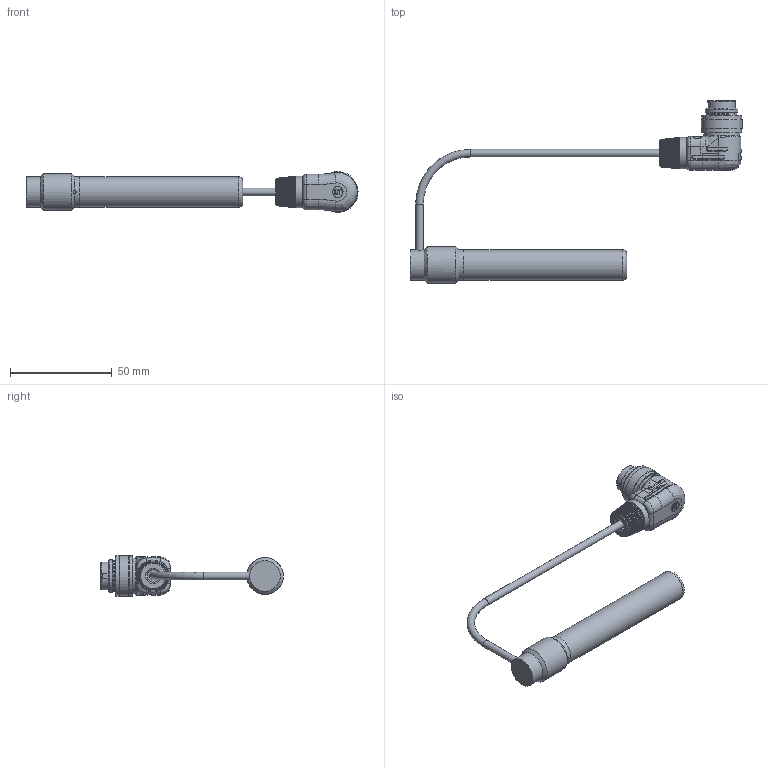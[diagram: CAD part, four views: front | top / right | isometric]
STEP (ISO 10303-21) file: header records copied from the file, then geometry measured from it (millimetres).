
FILE_DESCRIPTION(/* description */ (''),/* implementation_level */ '2;1');
FILE_NAME(/* name */ '110 57_C2Q-6-10L6W.stp',/* time_stamp */ '2020-12-07T15:54:28+01:00',/* author */ ('kuttig'),/* organization */ (''),/* preprocessor_version */ 'ST-DEVELOPER v16.13',/* originating_system */ 'Autodesk Inventor 2018',/* authorisation */ '');
FILE_SCHEMA (('AUTOMOTIVE_DESIGN { 1 0 10303 214 3 1 1 }'));
Length unit declared in the file: millimetre
Products named in the file (1): 110 57_C2Q-6-10L6W_Shrinkwrap_1
Bounding box: 163.24 x 89.8 x 19.98 mm (x, y, z)
Volume: 25848.6 mm3; surface area: 17876.4 mm2
Topology: 4 solids, 4 shells, 881 faces, 2235 edges, 1374 vertices
Faces by surface type: cone 367, plane 334, cylinder 91, bspline 46, torus 39, sphere 4
Full cylindrical faces by diameter (mm): 1.49 x3, 1.5 x2, 3.7 x3, 4.4 x2, 4.6 x1, 5.248 x1, 6 x1, 8.213 x1, 10.2 x1, 11.28 x1, 13 x2, 13.5 x1, 15 x5, 15.5 x1, 16 x1, 17.7 x1, 18 x1, 19.7 x2, 20 x1
Entity records: 31998 total; most frequent: CARTESIAN_POINT 10829, ORIENTED_EDGE 4300, DIRECTION 4190, EDGE_CURVE 2150, AXIS2_PLACEMENT_3D 1757, VERTEX_POINT 1353, EDGE_LOOP 963, CIRCLE 890
